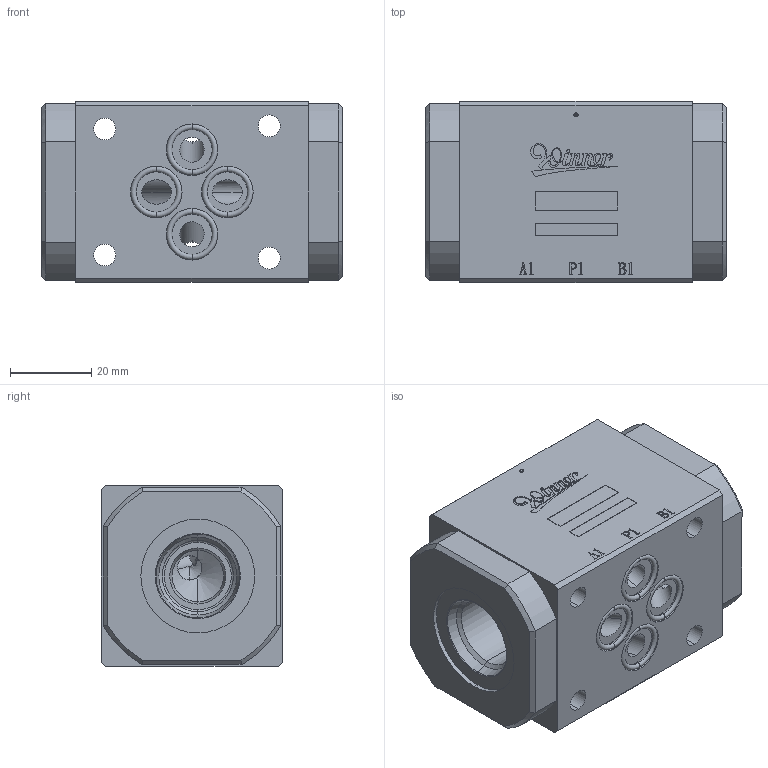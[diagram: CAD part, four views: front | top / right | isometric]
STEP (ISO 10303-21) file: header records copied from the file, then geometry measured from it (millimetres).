
FILE_DESCRIPTION (( 'STEP AP203' ), '1' );
FILE_NAME ('MH03EDW-08W2-08W2-A01.STEP', '2025-01-07T08:02:42', ( 'user' ), ( '' ), 'SwSTEP 2.0', 'SolidWorks 2018', '' );
FILE_SCHEMA (( 'CONFIG_CONTROL_DESIGN' ));
Length unit declared in the file: millimetre
Products named in the file (3): MH03EDW-08W2-08W2-A01; 4KAA012AA001_W3046用; 6EC03040EDWXXA001
Assembly tree (5 placements, depth 2):
  MH03EDW-08W2-08W2-A01
    4KAA012AA001_W3046用  x4
    6EC03040EDWXXA001
Bounding box: 74 x 44.55 x 44.5 mm (x, y, z)
Volume: 118932 mm3; surface area: 26129 mm2
Topology: 5 solids, 5 shells, 509 faces, 1386 edges, 893 vertices
Faces by surface type: cylinder 217, plane 171, bspline 49, cone 48, torus 24
Entity records: 18185 total; most frequent: CARTESIAN_POINT 5371, ORIENTED_EDGE 2696, DIRECTION 2506, EDGE_CURVE 1348, AXIS2_PLACEMENT_3D 900, VERTEX_POINT 881, VECTOR 706, LINE 706
